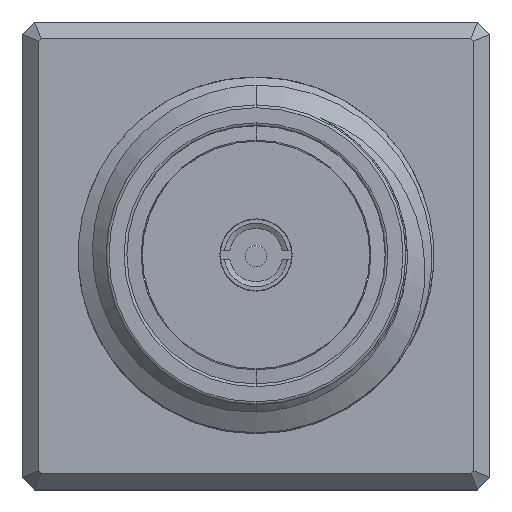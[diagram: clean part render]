
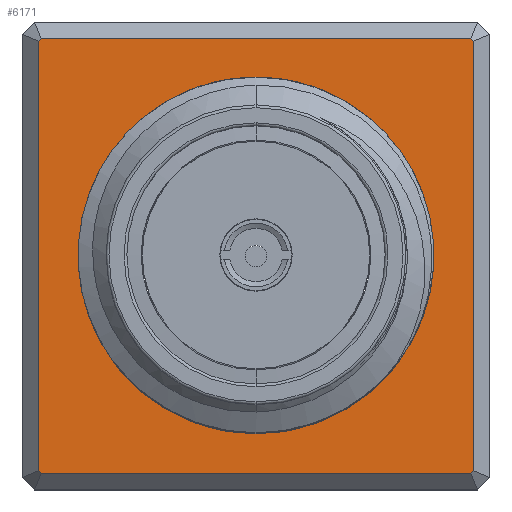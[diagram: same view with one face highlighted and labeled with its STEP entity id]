
A CAD part, top view. The second image highlights one B-rep face of the part: STEP entity #6171.
In plain terms, the highlighted planar face has unit normal (0, 0, 1).
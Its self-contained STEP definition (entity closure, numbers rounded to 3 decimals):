
#121 = CARTESIAN_POINT ( 'NONE',  ( 0., -3.175, 6.4 ) ) ;
#190 = LINE ( 'NONE', #1927, #3076 ) ;
#198 = VERTEX_POINT ( 'NONE', #624 ) ;
#288 = CARTESIAN_POINT ( 'NONE',  ( 0., 0., 6.4 ) ) ;
#460 = EDGE_CURVE ( 'NONE', #4309, #3091, #3123, .T. ) ;
#489 = AXIS2_PLACEMENT_3D ( 'NONE', #288, #2564, #2598 ) ;
#491 = DIRECTION ( 'NONE',  ( 1., 0., 0. ) ) ;
#495 = VERTEX_POINT ( 'NONE', #1756 ) ;
#560 = CARTESIAN_POINT ( 'NONE',  ( 0., 0., 6.4 ) ) ;
#624 = CARTESIAN_POINT ( 'NONE',  ( 3.875, 3.832, 6.4 ) ) ;
#717 = FACE_BOUND ( 'NONE', #3661, .T. ) ;
#754 = VECTOR ( 'NONE', #5030, 1000. ) ;
#793 = ORIENTED_EDGE ( 'NONE', *, *, #2569, .F. ) ;
#805 = CARTESIAN_POINT ( 'NONE',  ( -3.875, -3.832, 6.4 ) ) ;
#1032 = CARTESIAN_POINT ( 'NONE',  ( 0., 0., 6.4 ) ) ;
#1108 = CIRCLE ( 'NONE', #4411, 3.175 ) ;
#1136 = DIRECTION ( 'NONE',  ( 0., 0., 1. ) ) ;
#1179 = ORIENTED_EDGE ( 'NONE', *, *, #3270, .T. ) ;
#1239 = CARTESIAN_POINT ( 'NONE',  ( 0., 0., 6.4 ) ) ;
#1362 = EDGE_CURVE ( 'NONE', #495, #198, #190, .T. ) ;
#1364 = VERTEX_POINT ( 'NONE', #1457 ) ;
#1457 = CARTESIAN_POINT ( 'NONE',  ( -3.832, 3.875, 6.4 ) ) ;
#1684 = ORIENTED_EDGE ( 'NONE', *, *, #2608, .T. ) ;
#1746 = EDGE_CURVE ( 'NONE', #7221, #495, #6007, .T. ) ;
#1756 = CARTESIAN_POINT ( 'NONE',  ( 3.875, -3.832, 6.4 ) ) ;
#1779 = CARTESIAN_POINT ( 'NONE',  ( -3.832, -3.875, 6.4 ) ) ;
#1853 = VECTOR ( 'NONE', #5906, 1000. ) ;
#1856 = DIRECTION ( 'NONE',  ( 1., 0., 0. ) ) ;
#1927 = CARTESIAN_POINT ( 'NONE',  ( 3.875, 3.954, 6.4 ) ) ;
#2029 = VERTEX_POINT ( 'NONE', #5187 ) ;
#2170 = LINE ( 'NONE', #6832, #754 ) ;
#2230 = VECTOR ( 'NONE', #6757, 1000. ) ;
#2363 = AXIS2_PLACEMENT_3D ( 'NONE', #1239, #7058, #1856 ) ;
#2389 = EDGE_CURVE ( 'NONE', #7155, #7221, #2910, .T. ) ;
#2563 = ORIENTED_EDGE ( 'NONE', *, *, #4581, .T. ) ;
#2564 = DIRECTION ( 'NONE',  ( 0., 0., 1. ) ) ;
#2569 = EDGE_CURVE ( 'NONE', #3091, #4309, #1108, .T. ) ;
#2598 = DIRECTION ( 'NONE',  ( 1., 0., 0. ) ) ;
#2608 = EDGE_CURVE ( 'NONE', #1364, #2029, #5637, .T. ) ;
#2645 = DIRECTION ( 'NONE',  ( 0., 0., 1. ) ) ;
#2656 = CARTESIAN_POINT ( 'NONE',  ( 0., 0., 6.4 ) ) ;
#2669 = EDGE_LOOP ( 'NONE', ( #1179, #4434, #3310, #6881, #6896, #2563, #3435, #1684 ) ) ;
#2838 = AXIS2_PLACEMENT_3D ( 'NONE', #5224, #7565, #7532 ) ;
#2896 = DIRECTION ( 'NONE',  ( 1., 0., 0. ) ) ;
#2910 = LINE ( 'NONE', #3606, #1853 ) ;
#3017 = VERTEX_POINT ( 'NONE', #7535 ) ;
#3076 = VECTOR ( 'NONE', #4856, 1000. ) ;
#3091 = VERTEX_POINT ( 'NONE', #6383 ) ;
#3123 = CIRCLE ( 'NONE', #5324, 3.175 ) ;
#3270 = EDGE_CURVE ( 'NONE', #2029, #3682, #2170, .T. ) ;
#3310 = ORIENTED_EDGE ( 'NONE', *, *, #2389, .T. ) ;
#3313 = EDGE_CURVE ( 'NONE', #3017, #1364, #5572, .T. ) ;
#3435 = ORIENTED_EDGE ( 'NONE', *, *, #3313, .T. ) ;
#3606 = CARTESIAN_POINT ( 'NONE',  ( 3.954, -3.875, 6.4 ) ) ;
#3661 = EDGE_LOOP ( 'NONE', ( #793, #4466 ) ) ;
#3682 = VERTEX_POINT ( 'NONE', #805 ) ;
#3918 = CARTESIAN_POINT ( 'NONE',  ( -3.954, 3.875, 6.4 ) ) ;
#4261 = EDGE_CURVE ( 'NONE', #3682, #7155, #7495, .T. ) ;
#4309 = VERTEX_POINT ( 'NONE', #121 ) ;
#4367 = CARTESIAN_POINT ( 'NONE',  ( 0., 0., 6.4 ) ) ;
#4411 = AXIS2_PLACEMENT_3D ( 'NONE', #4367, #2645, #6884 ) ;
#4412 = DIRECTION ( 'NONE',  ( 0., 0., 1. ) ) ;
#4434 = ORIENTED_EDGE ( 'NONE', *, *, #4261, .T. ) ;
#4466 = ORIENTED_EDGE ( 'NONE', *, *, #460, .F. ) ;
#4581 = EDGE_CURVE ( 'NONE', #198, #3017, #4916, .T. ) ;
#4737 = FACE_OUTER_BOUND ( 'NONE', #2669, .T. ) ;
#4856 = DIRECTION ( 'NONE',  ( 0., 1., 0. ) ) ;
#4916 = CIRCLE ( 'NONE', #2838, 5.45 ) ;
#5014 = CARTESIAN_POINT ( 'NONE',  ( 3.832, -3.875, 6.4 ) ) ;
#5030 = DIRECTION ( 'NONE',  ( 0., -1., 0. ) ) ;
#5126 = DIRECTION ( 'NONE',  ( 0., 0., 1. ) ) ;
#5187 = CARTESIAN_POINT ( 'NONE',  ( -3.875, 3.832, 6.4 ) ) ;
#5224 = CARTESIAN_POINT ( 'NONE',  ( 0., 0., 6.4 ) ) ;
#5324 = AXIS2_PLACEMENT_3D ( 'NONE', #560, #1136, #2896 ) ;
#5572 = LINE ( 'NONE', #3918, #2230 ) ;
#5637 = CIRCLE ( 'NONE', #7103, 5.45 ) ;
#5906 = DIRECTION ( 'NONE',  ( 1., 0., 0. ) ) ;
#6007 = CIRCLE ( 'NONE', #489, 5.45 ) ;
#6171 = ADVANCED_FACE ( 'NONE', ( #717, #4737 ), #7071, .T. ) ;
#6383 = CARTESIAN_POINT ( 'NONE',  ( 0., 3.175, 6.4 ) ) ;
#6533 = DIRECTION ( 'NONE',  ( 1., 0., 0. ) ) ;
#6757 = DIRECTION ( 'NONE',  ( -1., 0., 0. ) ) ;
#6832 = CARTESIAN_POINT ( 'NONE',  ( -3.875, -3.954, 6.4 ) ) ;
#6881 = ORIENTED_EDGE ( 'NONE', *, *, #1746, .T. ) ;
#6884 = DIRECTION ( 'NONE',  ( 1., 0., 0. ) ) ;
#6896 = ORIENTED_EDGE ( 'NONE', *, *, #1362, .T. ) ;
#6906 = AXIS2_PLACEMENT_3D ( 'NONE', #2656, #4412, #6533 ) ;
#7058 = DIRECTION ( 'NONE',  ( 0., 0., 1. ) ) ;
#7071 = PLANE ( 'NONE',  #6906 ) ;
#7103 = AXIS2_PLACEMENT_3D ( 'NONE', #1032, #5126, #491 ) ;
#7155 = VERTEX_POINT ( 'NONE', #1779 ) ;
#7221 = VERTEX_POINT ( 'NONE', #5014 ) ;
#7495 = CIRCLE ( 'NONE', #2363, 5.45 ) ;
#7532 = DIRECTION ( 'NONE',  ( 1., 0., 0. ) ) ;
#7535 = CARTESIAN_POINT ( 'NONE',  ( 3.832, 3.875, 6.4 ) ) ;
#7565 = DIRECTION ( 'NONE',  ( 0., 0., 1. ) ) ;
